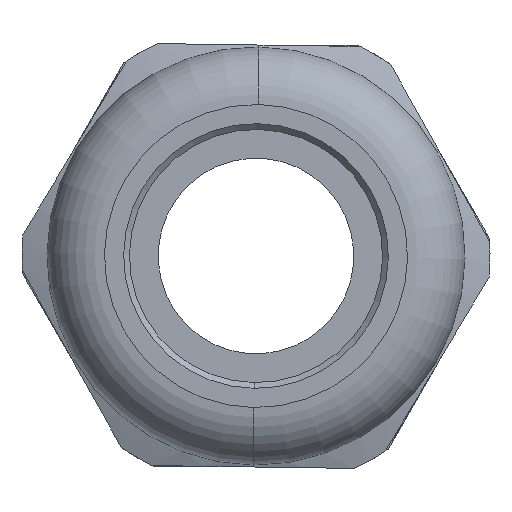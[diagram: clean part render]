
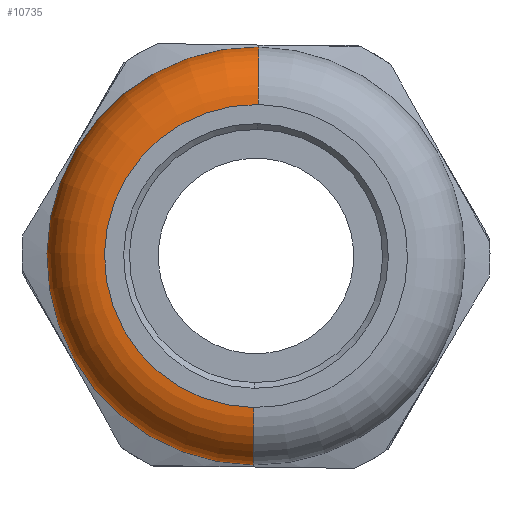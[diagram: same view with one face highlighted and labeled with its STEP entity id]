
A CAD part, left-side view. The second image highlights one B-rep face of the part: STEP entity #10735.
In plain terms, the highlighted toroidal (fillet/blend) face has major radius 7.9 mm and minor radius 3 mm.
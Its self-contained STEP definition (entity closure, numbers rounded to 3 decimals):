
#356 = CARTESIAN_POINT ( 'NONE',  ( -11.5, 0., 0. ) ) ;
#721 = EDGE_CURVE ( 'NONE', #2118, #5340, #9376, .T. ) ;
#779 = EDGE_CURVE ( 'NONE', #2118, #5671, #1881, .T. ) ;
#1146 = CIRCLE ( 'NONE', #7230, 10.9 ) ;
#1645 = CARTESIAN_POINT ( 'NONE',  ( -11.5, 0., 7.9 ) ) ;
#1696 = EDGE_CURVE ( 'NONE', #5671, #8221, #9894, .T. ) ;
#1868 = CARTESIAN_POINT ( 'NONE',  ( -11.5, 0., 10.9 ) ) ;
#1881 = CIRCLE ( 'NONE', #6059, 7.9 ) ;
#2118 = VERTEX_POINT ( 'NONE', #2443 ) ;
#2131 = CARTESIAN_POINT ( 'NONE',  ( -11.5, 0., -10.9 ) ) ;
#2443 = CARTESIAN_POINT ( 'NONE',  ( -14.5, 0., -7.9 ) ) ;
#3384 = EDGE_CURVE ( 'NONE', #5340, #8221, #1146, .T. ) ;
#3479 = CARTESIAN_POINT ( 'NONE',  ( -14.5, 0., 0. ) ) ;
#3682 = DIRECTION ( 'NONE',  ( 0., 0., -1. ) ) ;
#3757 = CARTESIAN_POINT ( 'NONE',  ( -14.5, 0., 7.9 ) ) ;
#4085 = DIRECTION ( 'NONE',  ( 0., 0., -1. ) ) ;
#5340 = VERTEX_POINT ( 'NONE', #2131 ) ;
#5462 = ORIENTED_EDGE ( 'NONE', *, *, #721, .F. ) ;
#5671 = VERTEX_POINT ( 'NONE', #3757 ) ;
#5721 = CARTESIAN_POINT ( 'NONE',  ( -11.5, 0., 0. ) ) ;
#5836 = DIRECTION ( 'NONE',  ( 0., 0., -1. ) ) ;
#6059 = AXIS2_PLACEMENT_3D ( 'NONE', #3479, #7392, #8432 ) ;
#6189 = DIRECTION ( 'NONE',  ( 1., 0., 0. ) ) ;
#6311 = TOROIDAL_SURFACE ( 'NONE', #8739, 7.9, 3. ) ;
#6662 = DIRECTION ( 'NONE',  ( 0., 0., 1. ) ) ;
#6791 = CARTESIAN_POINT ( 'NONE',  ( -11.5, 0., -7.9 ) ) ;
#7230 = AXIS2_PLACEMENT_3D ( 'NONE', #5721, #10627, #5836 ) ;
#7387 = EDGE_LOOP ( 'NONE', ( #8657, #9393, #9748, #5462 ) ) ;
#7392 = DIRECTION ( 'NONE',  ( 1., 0., 0. ) ) ;
#7457 = AXIS2_PLACEMENT_3D ( 'NONE', #6791, #8370, #4085 ) ;
#8221 = VERTEX_POINT ( 'NONE', #1868 ) ;
#8370 = DIRECTION ( 'NONE',  ( 0., -1., 0. ) ) ;
#8432 = DIRECTION ( 'NONE',  ( 0., 0., -1. ) ) ;
#8657 = ORIENTED_EDGE ( 'NONE', *, *, #779, .T. ) ;
#8739 = AXIS2_PLACEMENT_3D ( 'NONE', #356, #6189, #3682 ) ;
#9023 = AXIS2_PLACEMENT_3D ( 'NONE', #1645, #10637, #6662 ) ;
#9376 = CIRCLE ( 'NONE', #7457, 3. ) ;
#9393 = ORIENTED_EDGE ( 'NONE', *, *, #1696, .T. ) ;
#9395 = FACE_OUTER_BOUND ( 'NONE', #7387, .T. ) ;
#9748 = ORIENTED_EDGE ( 'NONE', *, *, #3384, .F. ) ;
#9894 = CIRCLE ( 'NONE', #9023, 3. ) ;
#10627 = DIRECTION ( 'NONE',  ( 1., 0., 0. ) ) ;
#10637 = DIRECTION ( 'NONE',  ( 0., 1., 0. ) ) ;
#10735 = ADVANCED_FACE ( 'NONE', ( #9395 ), #6311, .T. ) ;
